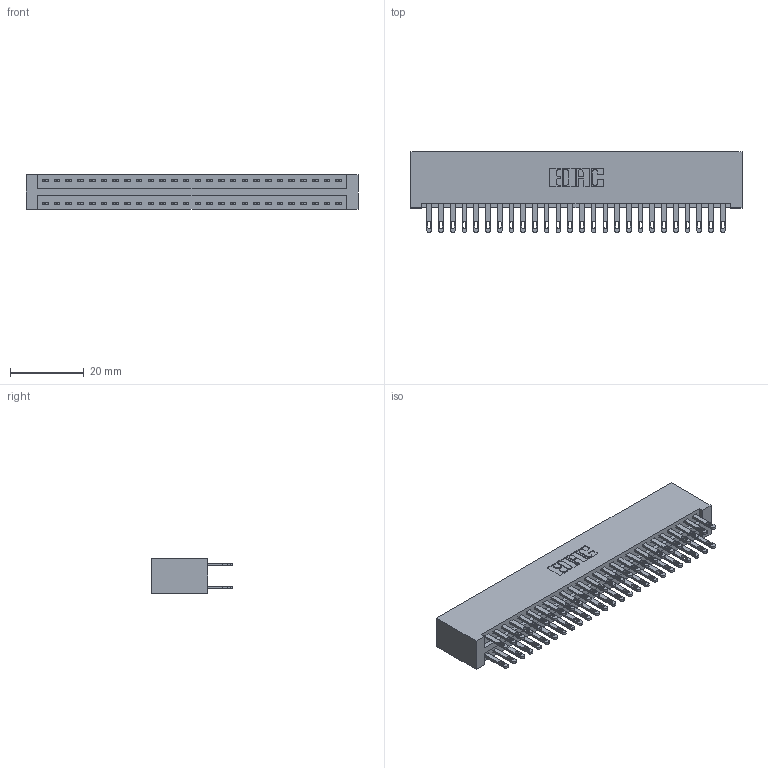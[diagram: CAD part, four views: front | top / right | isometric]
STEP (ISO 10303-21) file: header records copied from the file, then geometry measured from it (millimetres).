
FILE_DESCRIPTION (( 'STEP AP203' ), '1' );
FILE_NAME ('346-052-500-201.STEP', '2018-08-27T23:21:15', ( '' ), ( '' ), 'SwSTEP 2.0', 'SolidWorks 2016', '' );
FILE_SCHEMA (( 'CONFIG_CONTROL_DESIGN' ));
Length unit declared in the file: inch
Products named in the file (3): 346 Part_No Mounting Lugs; 345-292-001_345-293-100; 346-052-500-201
Assembly tree (53 placements, depth 2):
  346-052-500-201
    346 Part_No Mounting Lugs
    345-292-001_345-293-100  x52
Bounding box: 89.79 x 21.84 x 9.4 mm (x, y, z)
Volume: 9363.5 mm3; surface area: 13326.7 mm2
Topology: 53 solids, 53 shells, 2610 faces, 7949 edges, 5298 vertices
Faces by surface type: plane 1580, cylinder 1030
Entity records: 18775 total; most frequent: CARTESIAN_POINT 3112, ORIENTED_EDGE 3046, DIRECTION 2791, EDGE_CURVE 1523, VECTOR 1291, LINE 1291, VERTEX_POINT 1014, AXIS2_PLACEMENT_3D 750
